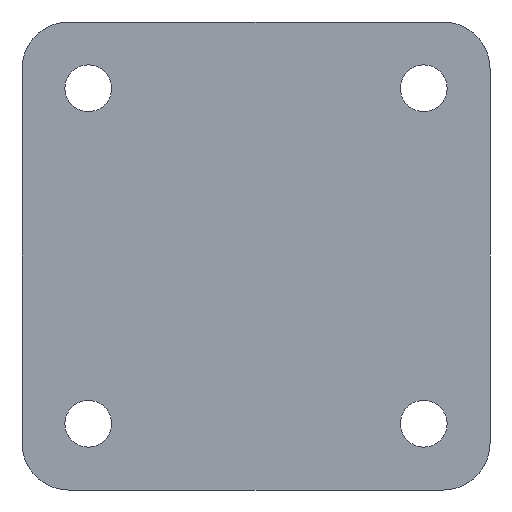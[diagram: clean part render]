
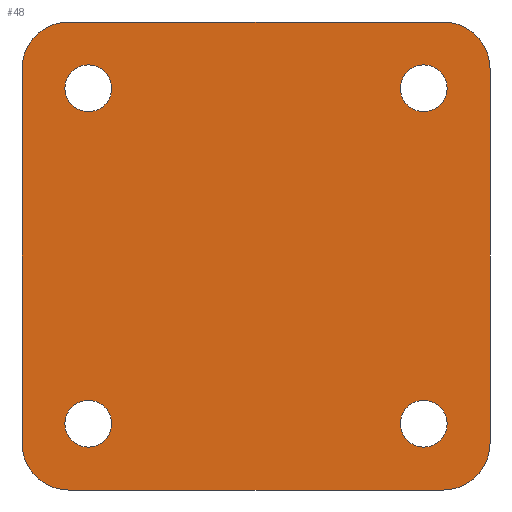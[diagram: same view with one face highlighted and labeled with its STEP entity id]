
A CAD part, front view. The second image highlights one B-rep face of the part: STEP entity #48.
In plain terms, the highlighted planar face has unit normal (0, -1, 0).
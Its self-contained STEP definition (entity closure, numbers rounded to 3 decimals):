
#21 = EDGE_CURVE ( 'NONE', #382, #925, #552, .T. ) ;
#23 = CARTESIAN_POINT ( 'NONE',  ( 30., 0., -24. ) ) ;
#25 = AXIS2_PLACEMENT_3D ( 'NONE', #241, #525, #789 ) ;
#29 = DIRECTION ( 'NONE',  ( 0., 0., -1. ) ) ;
#31 = DIRECTION ( 'NONE',  ( 0., 0., -1. ) ) ;
#48 = ADVANCED_FACE ( 'NONE', ( #633, #1007, #207, #826, #562 ), #990, .T. ) ;
#61 = CIRCLE ( 'NONE', #87, 6. ) ;
#87 = AXIS2_PLACEMENT_3D ( 'NONE', #937, #858, #29 ) ;
#97 = VERTEX_POINT ( 'NONE', #453 ) ;
#117 = CARTESIAN_POINT ( 'NONE',  ( 21.5, 0., 18.5 ) ) ;
#119 = EDGE_CURVE ( 'NONE', #925, #382, #653, .T. ) ;
#122 = DIRECTION ( 'NONE',  ( 0., 1., 0. ) ) ;
#130 = AXIS2_PLACEMENT_3D ( 'NONE', #551, #732, #541 ) ;
#131 = DIRECTION ( 'NONE',  ( 0., 0., 1. ) ) ;
#138 = CARTESIAN_POINT ( 'NONE',  ( 24., 0., -30. ) ) ;
#141 = CARTESIAN_POINT ( 'NONE',  ( -24., 0., -30. ) ) ;
#153 = EDGE_LOOP ( 'NONE', ( #803, #587, #356, #168, #1144, #648, #1084, #762 ) ) ;
#167 = DIRECTION ( 'NONE',  ( 0., 0., 1. ) ) ;
#168 = ORIENTED_EDGE ( 'NONE', *, *, #868, .T. ) ;
#183 = VERTEX_POINT ( 'NONE', #393 ) ;
#186 = LINE ( 'NONE', #788, #998 ) ;
#193 = CIRCLE ( 'NONE', #1182, 3. ) ;
#195 = DIRECTION ( 'NONE',  ( 0., -1., 0. ) ) ;
#205 = VERTEX_POINT ( 'NONE', #117 ) ;
#207 = FACE_OUTER_BOUND ( 'NONE', #153, .T. ) ;
#220 = CARTESIAN_POINT ( 'NONE',  ( 21.5, 0., -21.5 ) ) ;
#241 = CARTESIAN_POINT ( 'NONE',  ( -21.5, 0., 21.5 ) ) ;
#242 = DIRECTION ( 'NONE',  ( 0., 1., 0. ) ) ;
#243 = EDGE_LOOP ( 'NONE', ( #890, #1169 ) ) ;
#252 = AXIS2_PLACEMENT_3D ( 'NONE', #842, #1021, #765 ) ;
#258 = EDGE_LOOP ( 'NONE', ( #349, #909 ) ) ;
#265 = EDGE_CURVE ( 'NONE', #972, #384, #1086, .T. ) ;
#270 = ORIENTED_EDGE ( 'NONE', *, *, #676, .T. ) ;
#301 = AXIS2_PLACEMENT_3D ( 'NONE', #383, #928, #31 ) ;
#305 = DIRECTION ( 'NONE',  ( 0., -1., 0. ) ) ;
#316 = CIRCLE ( 'NONE', #847, 6. ) ;
#317 = DIRECTION ( 'NONE',  ( 0., 1., 0. ) ) ;
#322 = CARTESIAN_POINT ( 'NONE',  ( 30., 0., 24. ) ) ;
#349 = ORIENTED_EDGE ( 'NONE', *, *, #1138, .T. ) ;
#356 = ORIENTED_EDGE ( 'NONE', *, *, #1046, .F. ) ;
#360 = EDGE_CURVE ( 'NONE', #97, #205, #752, .T. ) ;
#375 = VECTOR ( 'NONE', #1116, 1000. ) ;
#382 = VERTEX_POINT ( 'NONE', #800 ) ;
#383 = CARTESIAN_POINT ( 'NONE',  ( -24., 0., 24. ) ) ;
#384 = VERTEX_POINT ( 'NONE', #597 ) ;
#387 = CARTESIAN_POINT ( 'NONE',  ( -30., 0., 30. ) ) ;
#388 = CARTESIAN_POINT ( 'NONE',  ( 21.5, 0., 21.5 ) ) ;
#393 = CARTESIAN_POINT ( 'NONE',  ( 21.5, 0., -24.5 ) ) ;
#399 = VERTEX_POINT ( 'NONE', #141 ) ;
#423 = VERTEX_POINT ( 'NONE', #322 ) ;
#426 = EDGE_CURVE ( 'NONE', #871, #399, #428, .T. ) ;
#428 = LINE ( 'NONE', #687, #526 ) ;
#432 = AXIS2_PLACEMENT_3D ( 'NONE', #856, #317, #682 ) ;
#451 = LINE ( 'NONE', #1105, #501 ) ;
#453 = CARTESIAN_POINT ( 'NONE',  ( 21.5, 0., 24.5 ) ) ;
#459 = CARTESIAN_POINT ( 'NONE',  ( 21.5, 0., -18.5 ) ) ;
#464 = ORIENTED_EDGE ( 'NONE', *, *, #747, .T. ) ;
#465 = DIRECTION ( 'NONE',  ( 0., 0., -1. ) ) ;
#468 = AXIS2_PLACEMENT_3D ( 'NONE', #388, #681, #755 ) ;
#482 = DIRECTION ( 'NONE',  ( 0., 0., 1. ) ) ;
#501 = VECTOR ( 'NONE', #828, 1000. ) ;
#516 = CARTESIAN_POINT ( 'NONE',  ( -21.5, 0., 18.5 ) ) ;
#519 = VERTEX_POINT ( 'NONE', #891 ) ;
#523 = AXIS2_PLACEMENT_3D ( 'NONE', #220, #122, #482 ) ;
#525 = DIRECTION ( 'NONE',  ( 0., 1., 0. ) ) ;
#526 = VECTOR ( 'NONE', #1054, 1000. ) ;
#541 = DIRECTION ( 'NONE',  ( 0., 0., 1. ) ) ;
#549 = VERTEX_POINT ( 'NONE', #884 ) ;
#551 = CARTESIAN_POINT ( 'NONE',  ( -21.5, 0., 21.5 ) ) ;
#552 = CIRCLE ( 'NONE', #25, 3. ) ;
#560 = CARTESIAN_POINT ( 'NONE',  ( -21.5, 0., -24.5 ) ) ;
#562 = FACE_BOUND ( 'NONE', #571, .T. ) ;
#571 = EDGE_LOOP ( 'NONE', ( #1195, #1064 ) ) ;
#581 = CIRCLE ( 'NONE', #738, 6. ) ;
#584 = DIRECTION ( 'NONE',  ( 0., 1., 0. ) ) ;
#585 = EDGE_LOOP ( 'NONE', ( #464, #270 ) ) ;
#586 = DIRECTION ( 'NONE',  ( 0., 0., -1. ) ) ;
#587 = ORIENTED_EDGE ( 'NONE', *, *, #265, .T. ) ;
#592 = DIRECTION ( 'NONE',  ( 0., 0., -1. ) ) ;
#597 = CARTESIAN_POINT ( 'NONE',  ( -30., 0., 24. ) ) ;
#600 = CARTESIAN_POINT ( 'NONE',  ( -21.5, 0., -21.5 ) ) ;
#620 = VERTEX_POINT ( 'NONE', #459 ) ;
#630 = EDGE_CURVE ( 'NONE', #423, #1076, #451, .T. ) ;
#633 = FACE_BOUND ( 'NONE', #243, .T. ) ;
#648 = ORIENTED_EDGE ( 'NONE', *, *, #716, .T. ) ;
#653 = CIRCLE ( 'NONE', #130, 3. ) ;
#657 = CARTESIAN_POINT ( 'NONE',  ( 0., 0., 0. ) ) ;
#662 = CARTESIAN_POINT ( 'NONE',  ( -24., 0., 30. ) ) ;
#676 = EDGE_CURVE ( 'NONE', #519, #953, #833, .T. ) ;
#681 = DIRECTION ( 'NONE',  ( 0., 1., 0. ) ) ;
#682 = DIRECTION ( 'NONE',  ( 0., 0., 1. ) ) ;
#687 = CARTESIAN_POINT ( 'NONE',  ( -30., 0., -30. ) ) ;
#716 = EDGE_CURVE ( 'NONE', #871, #1076, #316, .T. ) ;
#732 = DIRECTION ( 'NONE',  ( 0., 1., 0. ) ) ;
#738 = AXIS2_PLACEMENT_3D ( 'NONE', #1150, #305, #592 ) ;
#747 = EDGE_CURVE ( 'NONE', #953, #519, #193, .T. ) ;
#748 = LINE ( 'NONE', #387, #375 ) ;
#750 = CIRCLE ( 'NONE', #523, 3. ) ;
#752 = CIRCLE ( 'NONE', #468, 3. ) ;
#755 = DIRECTION ( 'NONE',  ( 0., 0., 1. ) ) ;
#762 = ORIENTED_EDGE ( 'NONE', *, *, #1129, .T. ) ;
#765 = DIRECTION ( 'NONE',  ( 0., 0., 1. ) ) ;
#788 = CARTESIAN_POINT ( 'NONE',  ( -30., 0., 30. ) ) ;
#789 = DIRECTION ( 'NONE',  ( 0., 0., 1. ) ) ;
#795 = AXIS2_PLACEMENT_3D ( 'NONE', #1036, #584, #131 ) ;
#800 = CARTESIAN_POINT ( 'NONE',  ( -21.5, 0., 24.5 ) ) ;
#801 = EDGE_CURVE ( 'NONE', #205, #97, #1002, .T. ) ;
#803 = ORIENTED_EDGE ( 'NONE', *, *, #902, .F. ) ;
#826 = FACE_BOUND ( 'NONE', #585, .T. ) ;
#828 = DIRECTION ( 'NONE',  ( 0., 0., -1. ) ) ;
#833 = CIRCLE ( 'NONE', #252, 3. ) ;
#842 = CARTESIAN_POINT ( 'NONE',  ( -21.5, 0., -21.5 ) ) ;
#847 = AXIS2_PLACEMENT_3D ( 'NONE', #1026, #1016, #586 ) ;
#849 = CARTESIAN_POINT ( 'NONE',  ( -30., 0., -24. ) ) ;
#852 = AXIS2_PLACEMENT_3D ( 'NONE', #657, #195, #465 ) ;
#856 = CARTESIAN_POINT ( 'NONE',  ( 21.5, 0., -21.5 ) ) ;
#858 = DIRECTION ( 'NONE',  ( 0., -1., 0. ) ) ;
#860 = EDGE_CURVE ( 'NONE', #620, #183, #1102, .T. ) ;
#868 = EDGE_CURVE ( 'NONE', #1141, #399, #581, .T. ) ;
#871 = VERTEX_POINT ( 'NONE', #138 ) ;
#884 = CARTESIAN_POINT ( 'NONE',  ( 24., 0., 30. ) ) ;
#890 = ORIENTED_EDGE ( 'NONE', *, *, #119, .T. ) ;
#891 = CARTESIAN_POINT ( 'NONE',  ( -21.5, 0., -18.5 ) ) ;
#902 = EDGE_CURVE ( 'NONE', #972, #549, #186, .T. ) ;
#909 = ORIENTED_EDGE ( 'NONE', *, *, #860, .T. ) ;
#925 = VERTEX_POINT ( 'NONE', #516 ) ;
#928 = DIRECTION ( 'NONE',  ( 0., -1., 0. ) ) ;
#937 = CARTESIAN_POINT ( 'NONE',  ( 24., 0., 24. ) ) ;
#953 = VERTEX_POINT ( 'NONE', #560 ) ;
#972 = VERTEX_POINT ( 'NONE', #662 ) ;
#990 = PLANE ( 'NONE',  #852 ) ;
#998 = VECTOR ( 'NONE', #1157, 1000. ) ;
#1002 = CIRCLE ( 'NONE', #795, 3. ) ;
#1007 = FACE_BOUND ( 'NONE', #258, .T. ) ;
#1016 = DIRECTION ( 'NONE',  ( 0., -1., 0. ) ) ;
#1021 = DIRECTION ( 'NONE',  ( 0., 1., 0. ) ) ;
#1026 = CARTESIAN_POINT ( 'NONE',  ( 24., 0., -24. ) ) ;
#1036 = CARTESIAN_POINT ( 'NONE',  ( 21.5, 0., 21.5 ) ) ;
#1046 = EDGE_CURVE ( 'NONE', #1141, #384, #748, .T. ) ;
#1054 = DIRECTION ( 'NONE',  ( -1., 0., 0. ) ) ;
#1064 = ORIENTED_EDGE ( 'NONE', *, *, #360, .T. ) ;
#1076 = VERTEX_POINT ( 'NONE', #23 ) ;
#1084 = ORIENTED_EDGE ( 'NONE', *, *, #630, .F. ) ;
#1086 = CIRCLE ( 'NONE', #301, 6. ) ;
#1102 = CIRCLE ( 'NONE', #432, 3. ) ;
#1105 = CARTESIAN_POINT ( 'NONE',  ( 30., 0., 30. ) ) ;
#1116 = DIRECTION ( 'NONE',  ( 0., 0., 1. ) ) ;
#1129 = EDGE_CURVE ( 'NONE', #423, #549, #61, .T. ) ;
#1138 = EDGE_CURVE ( 'NONE', #183, #620, #750, .T. ) ;
#1141 = VERTEX_POINT ( 'NONE', #849 ) ;
#1144 = ORIENTED_EDGE ( 'NONE', *, *, #426, .F. ) ;
#1150 = CARTESIAN_POINT ( 'NONE',  ( -24., 0., -24. ) ) ;
#1157 = DIRECTION ( 'NONE',  ( 1., 0., 0. ) ) ;
#1169 = ORIENTED_EDGE ( 'NONE', *, *, #21, .T. ) ;
#1182 = AXIS2_PLACEMENT_3D ( 'NONE', #600, #242, #167 ) ;
#1195 = ORIENTED_EDGE ( 'NONE', *, *, #801, .T. ) ;
